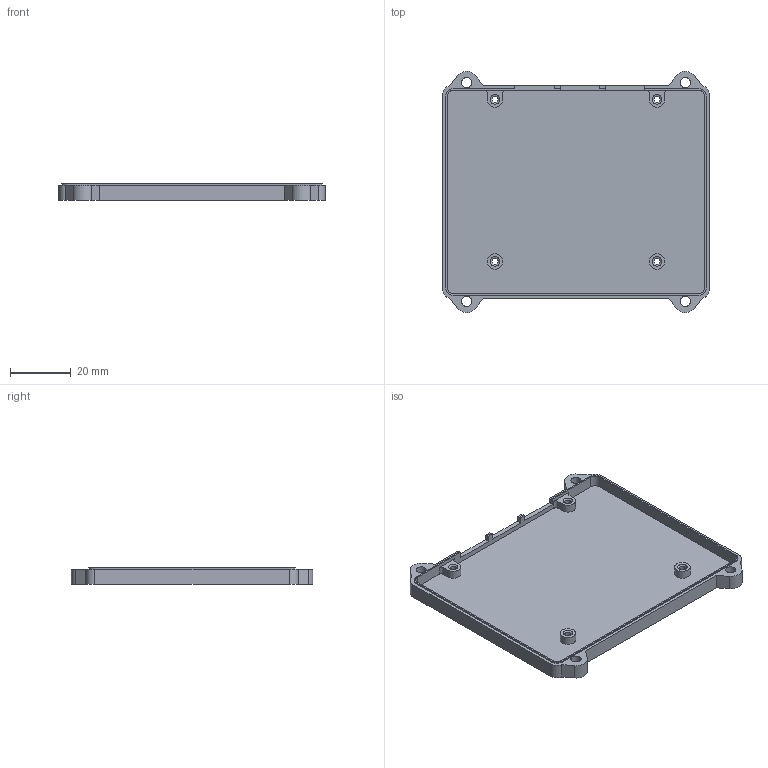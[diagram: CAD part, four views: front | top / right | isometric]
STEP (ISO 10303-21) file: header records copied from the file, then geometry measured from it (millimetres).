
FILE_DESCRIPTION(/* description */ (''),/* implementation_level */ '2;1');
FILE_NAME(/* name */ 'd4f10ae1-9d0d-48ac-ba13-c0921ded8bd6.stp',/* time_stamp */ '2022-08-17T18:04:53Z',/* author */ (''),/* organization */ (''),/* preprocessor_version */ 'ST-DEVELOPER v19',/* originating_system */ 'Autodesk Translation Framework v11.7.0.108',/* authorisation */ '');
FILE_SCHEMA (('AUTOMOTIVE_DESIGN { 1 0 10303 214 3 1 1 }'));
Length unit declared in the file: millimetre
Products named in the file (1): NavQPlus-Base
Bounding box: 87.82 x 79.47 x 5.4 mm (x, y, z)
Volume: 11465.6 mm3; surface area: 15686.7 mm2
Topology: 1 solids, 1 shells, 84 faces, 236 edges, 156 vertices
Faces by surface type: plane 48, cylinder 32, torus 4
Full cylindrical faces by diameter (mm): 2.1 x4, 3.35 x4, 5.1 x2
Entity records: 2785 total; most frequent: DIRECTION 478, CARTESIAN_POINT 477, ORIENTED_EDGE 472, EDGE_CURVE 236, LINE 164, VECTOR 164, AXIS2_PLACEMENT_3D 157, VERTEX_POINT 156
